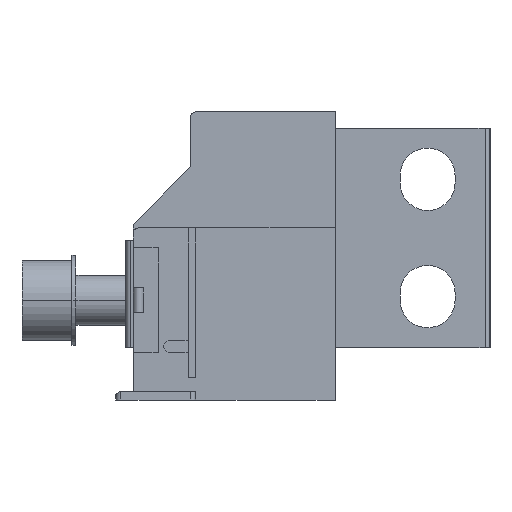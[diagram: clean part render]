
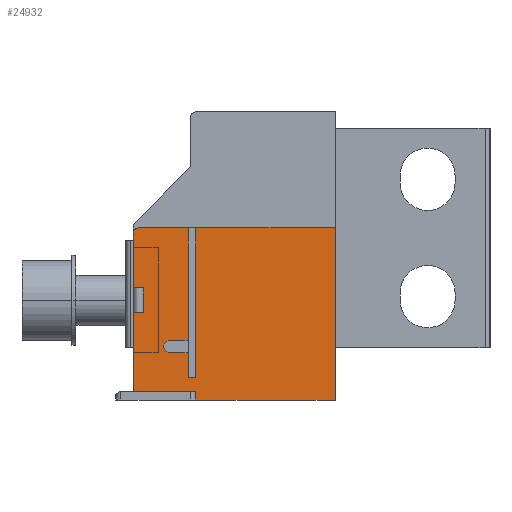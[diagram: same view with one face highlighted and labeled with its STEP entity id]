
A CAD part, left-side view. The second image highlights one B-rep face of the part: STEP entity #24932.
In plain terms, the highlighted planar face has unit normal (-1, 0, 0).
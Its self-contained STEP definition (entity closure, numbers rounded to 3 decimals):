
#23419=CARTESIAN_POINT('',(-95.25,11.5,29.));
#23420=DIRECTION('',(1.,0.,0.));
#23421=DIRECTION('',(0.,1.,0.));
#23422=AXIS2_PLACEMENT_3D('',#23419,#23420,#23421);
#23424=DIRECTION('',(0.,0.707,-0.707));
#23425=VECTOR('',#23424,1.414);
#23426=CARTESIAN_POINT('',(-95.25,5.5,7.5));
#23427=LINE('',#23426,#23425);
#23428=DIRECTION('',(0.,-0.707,-0.707));
#23429=VECTOR('',#23428,1.414);
#23430=CARTESIAN_POINT('',(-95.25,6.5,6.));
#23431=LINE('',#23430,#23429);
#23432=DIRECTION('',(0.,0.,1.));
#23433=VECTOR('',#23432,15.75);
#23434=CARTESIAN_POINT('',(-95.25,12.5,-2.75));
#23435=LINE('',#23434,#23433);
#23436=DIRECTION('',(0.,0.,1.));
#23437=VECTOR('',#23436,11.);
#23438=CARTESIAN_POINT('',(-95.25,12.5,18.));
#23439=LINE('',#23438,#23437);
#23440=DIRECTION('',(0.,1.,0.));
#23441=VECTOR('',#23440,10.);
#23442=CARTESIAN_POINT('',(-95.25,1.5,30.));
#23443=LINE('',#23442,#23441);
#23448=DIRECTION('',(0.,1.,0.));
#23449=VECTOR('',#23448,28.);
#23450=CARTESIAN_POINT('',(-95.25,-28.,30.));
#23451=LINE('',#23450,#23449);
#23523=DIRECTION('',(0.,0.,1.));
#23524=VECTOR('',#23523,34.5);
#23525=CARTESIAN_POINT('',(-95.25,-28.,-4.5));
#23526=LINE('',#23525,#23524);
#23563=DIRECTION('',(0.,-1.,0.));
#23564=VECTOR('',#23563,18.);
#23565=CARTESIAN_POINT('',(-95.25,0.,
-4.5));
#23566=LINE('',#23565,#23564);
#23567=DIRECTION('',(0.,-1.,0.));
#23568=VECTOR('',#23567,10.);
#23569=CARTESIAN_POINT('',(-95.25,-18.,-4.5));
#23570=LINE('',#23569,#23568);
#23604=DIRECTION('',(0.,-1.,0.));
#23605=VECTOR('',#23604,12.5);
#23606=CARTESIAN_POINT('',(-95.25,12.5,-2.75));
#23607=LINE('',#23606,#23605);
#23657=DIRECTION('',(0.,0.,-1.));
#23658=VECTOR('',#23657,1.75);
#23659=CARTESIAN_POINT('',(-95.25,0.,-2.75));
#23660=LINE('',#23659,#23658);
#23957=DIRECTION('',(0.,0.,-1.));
#23958=VECTOR('',#23957,30.);
#23959=CARTESIAN_POINT('',(-95.25,0.,
30.));
#23960=LINE('',#23959,#23958);
#23969=DIRECTION('',(0.,1.,0.));
#23970=VECTOR('',#23969,1.5);
#23971=CARTESIAN_POINT('',(-95.25,0.,0.));
#23972=LINE('',#23971,#23970);
#23981=DIRECTION('',(0.,0.,1.));
#23982=VECTOR('',#23981,5.);
#23983=CARTESIAN_POINT('',(-95.25,1.5,0.));
#23984=LINE('',#23983,#23982);
#23985=DIRECTION('',(0.,0.,1.));
#23986=VECTOR('',#23985,22.5);
#23987=CARTESIAN_POINT('',(-95.25,1.5,7.5));
#23988=LINE('',#23987,#23986);
#24001=DIRECTION('',(0.,1.,0.));
#24002=VECTOR('',#24001,4.);
#24003=CARTESIAN_POINT('',(-95.25,1.5,5.));
#24004=LINE('',#24003,#24002);
#24025=DIRECTION('',(0.,0.,1.));
#24026=VECTOR('',#24025,0.5);
#24027=CARTESIAN_POINT('',(-95.25,6.5,6.));
#24028=LINE('',#24027,#24026);
#24045=DIRECTION('',(0.,-1.,0.));
#24046=VECTOR('',#24045,4.);
#24047=CARTESIAN_POINT('',(-95.25,5.5,7.5));
#24048=LINE('',#24047,#24046);
#24078=DIRECTION('',(0.,1.,0.));
#24079=VECTOR('',#24078,2.);
#24080=CARTESIAN_POINT('',(-95.25,10.5,13.));
#24081=LINE('',#24080,#24079);
#24104=DIRECTION('',(0.,-1.,0.));
#24105=VECTOR('',#24104,2.);
#24106=CARTESIAN_POINT('',(-95.25,12.5,18.));
#24107=LINE('',#24106,#24105);
#24112=DIRECTION('',(0.,0.,-1.));
#24113=VECTOR('',#24112,5.);
#24114=CARTESIAN_POINT('',(-95.25,10.5,18.));
#24115=LINE('',#24114,#24113);
#24276=CARTESIAN_POINT('',(-95.25,12.5,13.));
#24278=VERTEX_POINT('',#24276);
#24281=CARTESIAN_POINT('',(-95.25,12.5,-2.75));
#24283=VERTEX_POINT('',#24281);
#24318=CARTESIAN_POINT('',(-95.25,12.5,29.));
#24319=VERTEX_POINT('',#24318);
#24320=CARTESIAN_POINT('',(-95.25,11.5,30.));
#24322=VERTEX_POINT('',#24320);
#24324=CARTESIAN_POINT('',(-95.25,1.5,30.));
#24325=VERTEX_POINT('',#24324);
#24326=CARTESIAN_POINT('',(-95.25,5.5,7.5));
#24327=CARTESIAN_POINT('',(-95.25,1.5,7.5));
#24328=VERTEX_POINT('',#24326);
#24329=VERTEX_POINT('',#24327);
#24330=CARTESIAN_POINT('',(-95.25,6.5,6.5));
#24331=VERTEX_POINT('',#24330);
#24332=CARTESIAN_POINT('',(-95.25,6.5,6.));
#24333=VERTEX_POINT('',#24332);
#24334=CARTESIAN_POINT('',(-95.25,5.5,5.));
#24335=VERTEX_POINT('',#24334);
#24336=CARTESIAN_POINT('',(-95.25,0.,0.));
#24337=CARTESIAN_POINT('',(-95.25,1.5,0.));
#24338=VERTEX_POINT('',#24336);
#24339=VERTEX_POINT('',#24337);
#24340=CARTESIAN_POINT('',(-95.25,-28.,30.));
#24341=CARTESIAN_POINT('',(-95.25,0.,
30.));
#24342=VERTEX_POINT('',#24340);
#24343=VERTEX_POINT('',#24341);
#24344=CARTESIAN_POINT('',(-95.25,-28.,-4.5));
#24345=VERTEX_POINT('',#24344);
#24346=CARTESIAN_POINT('',(-95.25,0.,-2.75));
#24347=VERTEX_POINT('',#24346);
#24348=CARTESIAN_POINT('',(-95.25,10.5,13.));
#24349=VERTEX_POINT('',#24348);
#24350=CARTESIAN_POINT('',(-95.25,10.5,18.));
#24351=VERTEX_POINT('',#24350);
#24352=CARTESIAN_POINT('',(-95.25,12.5,18.));
#24353=VERTEX_POINT('',#24352);
#24451=CARTESIAN_POINT('',(-95.25,0.,-4.5));
#24453=VERTEX_POINT('',#24451);
#24454=CARTESIAN_POINT('',(-95.25,-18.,-4.5));
#24455=VERTEX_POINT('',#24454);
#24561=CARTESIAN_POINT('',(-95.25,1.5,5.));
#24562=VERTEX_POINT('',#24561);
#24884=CARTESIAN_POINT('',(-95.25,-7.75,12.75));
#24885=DIRECTION('',(1.,0.,0.));
#24886=DIRECTION('',(0.,0.,1.));
#24887=AXIS2_PLACEMENT_3D('',#24884,#24885,#24886);
#24888=PLANE('',#24887);
#24889=ORIENTED_EDGE('',*,*,#24867,.T.);
#24891=ORIENTED_EDGE('',*,*,#24890,.F.);
#24893=ORIENTED_EDGE('',*,*,#24892,.F.);
#24895=ORIENTED_EDGE('',*,*,#24894,.F.);
#24897=ORIENTED_EDGE('',*,*,#24896,.T.);
#24899=ORIENTED_EDGE('',*,*,#24898,.F.);
#24901=ORIENTED_EDGE('',*,*,#24900,.T.);
#24903=ORIENTED_EDGE('',*,*,#24902,.F.);
#24905=ORIENTED_EDGE('',*,*,#24904,.F.);
#24907=ORIENTED_EDGE('',*,*,#24906,.F.);
#24909=ORIENTED_EDGE('',*,*,#24908,.F.);
#24911=ORIENTED_EDGE('',*,*,#24910,.F.);
#24913=ORIENTED_EDGE('',*,*,#24912,.F.);
#24915=ORIENTED_EDGE('',*,*,#24914,.F.);
#24917=ORIENTED_EDGE('',*,*,#24916,.F.);
#24919=ORIENTED_EDGE('',*,*,#24918,.F.);
#24921=ORIENTED_EDGE('',*,*,#24920,.F.);
#24922=ORIENTED_EDGE('',*,*,#24790,.T.);
#24924=ORIENTED_EDGE('',*,*,#24923,.F.);
#24926=ORIENTED_EDGE('',*,*,#24925,.F.);
#24928=ORIENTED_EDGE('',*,*,#24927,.F.);
#24929=ORIENTED_EDGE('',*,*,#24782,.T.);
#24930=EDGE_LOOP('',(#24889,#24891,#24893,#24895,#24897,#24899,#24901,#24903,
#24905,#24907,#24909,#24911,#24913,#24915,#24917,#24919,#24921,#24922,#24924,
#24926,#24928,#24929));
#24931=FACE_OUTER_BOUND('',#24930,.F.);
#23423=CIRCLE('',#23422,1.);
#24782=EDGE_CURVE('',#24353,#24319,#23439,.T.);
#24790=EDGE_CURVE('',#24283,#24278,#23435,.T.);
#24867=EDGE_CURVE('',#24319,#24322,#23423,.T.);
#24890=EDGE_CURVE('',#24325,#24322,#23443,.T.);
#24892=EDGE_CURVE('',#24329,#24325,#23988,.T.);
#24894=EDGE_CURVE('',#24328,#24329,#24048,.T.);
#24896=EDGE_CURVE('',#24328,#24331,#23427,.T.);
#24898=EDGE_CURVE('',#24333,#24331,#24028,.T.);
#24900=EDGE_CURVE('',#24333,#24335,#23431,.T.);
#24902=EDGE_CURVE('',#24562,#24335,#24004,.T.);
#24904=EDGE_CURVE('',#24339,#24562,#23984,.T.);
#24906=EDGE_CURVE('',#24338,#24339,#23972,.T.);
#24908=EDGE_CURVE('',#24343,#24338,#23960,.T.);
#24910=EDGE_CURVE('',#24342,#24343,#23451,.T.);
#24912=EDGE_CURVE('',#24345,#24342,#23526,.T.);
#24914=EDGE_CURVE('',#24455,#24345,#23570,.T.);
#24916=EDGE_CURVE('',#24453,#24455,#23566,.T.);
#24918=EDGE_CURVE('',#24347,#24453,#23660,.T.);
#24920=EDGE_CURVE('',#24283,#24347,#23607,.T.);
#24923=EDGE_CURVE('',#24349,#24278,#24081,.T.);
#24925=EDGE_CURVE('',#24351,#24349,#24115,.T.);
#24927=EDGE_CURVE('',#24353,#24351,#24107,.T.);
#24932=ADVANCED_FACE('',(#24931),#24888,.F.);
